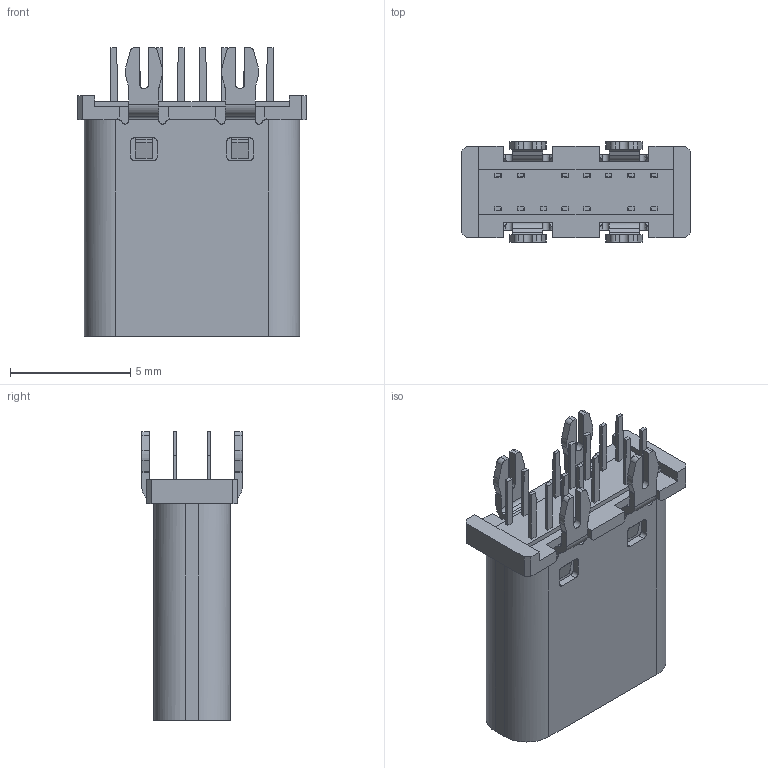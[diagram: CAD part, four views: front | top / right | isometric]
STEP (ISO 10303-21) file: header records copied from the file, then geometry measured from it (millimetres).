
FILE_DESCRIPTION (( 'STEP AP214' ), '1' );
FILE_NAME ('TYPE-C 14PÁ¢²åH10.0(1).STEP', '2022-08-09T10:42:18', ( '' ), ( '' ), 'SwSTEP 2.0', 'SolidWorks 2018', '' );
FILE_SCHEMA (( 'AUTOMOTIVE_DESIGN' ));
Length unit declared in the file: millimetre
Products named in the file (1): TYPE-C 14P蕾脣H10.0(1)
Bounding box: 9.5 x 4.16 x 12 mm (x, y, z)
Surface area: 706.4 mm2 (no closed solid volume)
Topology: 0 solids, 25 shells, 631 faces, 1874 edges, 1290 vertices
Faces by surface type: bspline 631
Entity records: 21162 total; most frequent: CARTESIAN_POINT 10265, ORIENTED_EDGE 3516, EDGE_CURVE 1874, B_SPLINE_CURVE_WITH_KNOTS 1721, VERTEX_POINT 1290, EDGE_LOOP 674, ADVANCED_FACE 631, FACE_OUTER_BOUND 631
